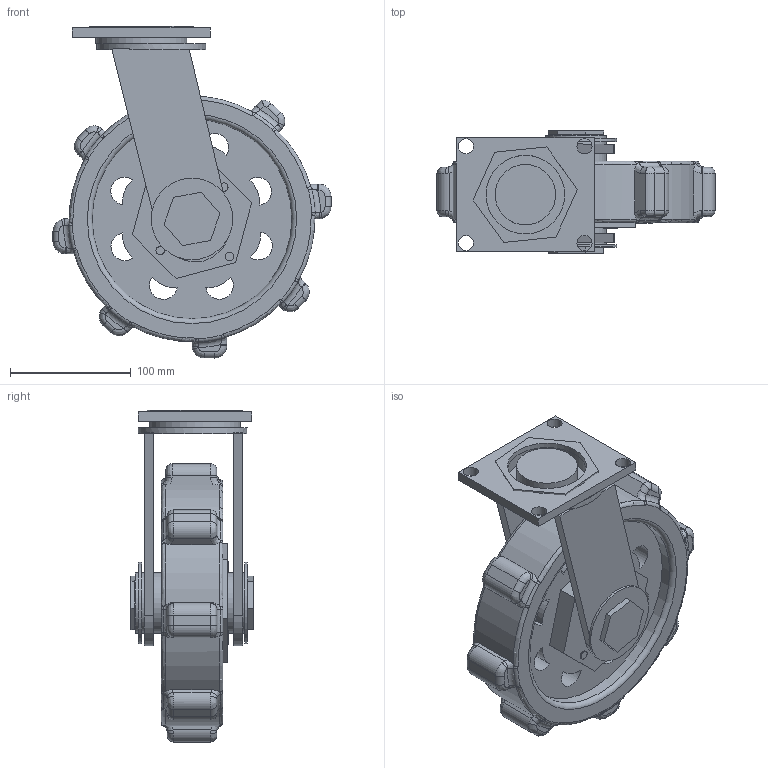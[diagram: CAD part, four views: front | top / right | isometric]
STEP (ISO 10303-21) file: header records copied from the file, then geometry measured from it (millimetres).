
FILE_DESCRIPTION(/* description */ (''),/* implementation_level */ '2;1');
FILE_NAME(/* name */ 'wheel.step',/* time_stamp */ '2022-12-08T16:10:57-08:00',/* author */ (''),/* organization */ (''),/* preprocessor_version */ 'ST-DEVELOPER v19.2',/* originating_system */ 'Autodesk Translation Framework v11.17.0.187',/* authorisation */ '');
FILE_SCHEMA (('AUTOMOTIVE_DESIGN { 1 0 10303 214 3 1 1 }'));
Length unit declared in the file: centimetre
Products named in the file (1): wheel
Bounding box: 230 x 101 x 274.5 mm (x, y, z)
Volume: 1632334.2 mm3; surface area: 252109.6 mm2
Topology: 9 solids, 9 shells, 404 faces, 985 edges, 614 vertices
Faces by surface type: plane 140, bspline 111, cylinder 103, torus 50
Full cylindrical faces by diameter (mm): 7 x8, 12.5 x4, 50 x4, 55 x2, 65 x2, 67.5 x2, 75 x2, 90 x1, 165.1 x2
Entity records: 14975 total; most frequent: CARTESIAN_POINT 5896, ORIENTED_EDGE 1968, DIRECTION 1693, EDGE_CURVE 984, AXIS2_PLACEMENT_3D 673, VERTEX_POINT 614, EDGE_LOOP 454, FACE_OUTER_BOUND 404
